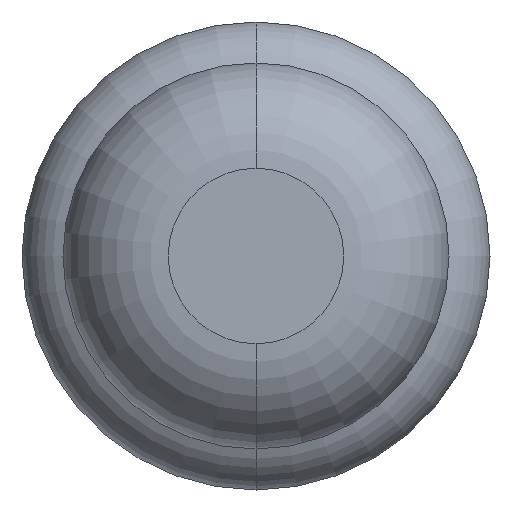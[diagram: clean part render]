
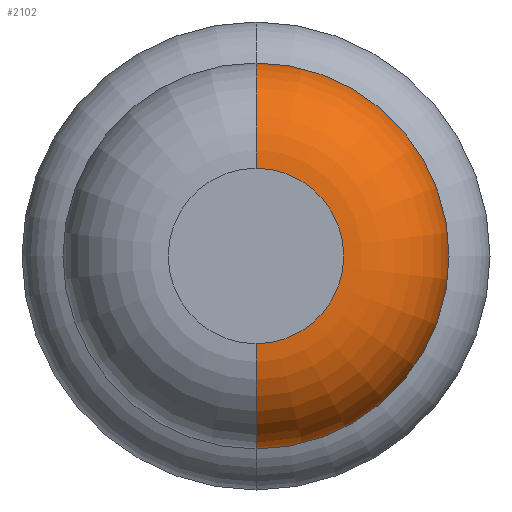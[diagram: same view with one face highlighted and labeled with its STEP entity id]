
A CAD part, front view. The second image highlights one B-rep face of the part: STEP entity #2102.
In plain terms, the highlighted toroidal (fillet/blend) face has major radius 0.375 mm and minor radius 0.45 mm.
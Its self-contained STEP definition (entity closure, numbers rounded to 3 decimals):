
#205 = CARTESIAN_POINT ( 'NONE',  ( 0., -24., 0.375 ) ) ;
#227 = DIRECTION ( 'NONE',  ( 0., 0., -1. ) ) ;
#261 = CARTESIAN_POINT ( 'NONE',  ( 0., -23.55, -0.825 ) ) ;
#297 = AXIS2_PLACEMENT_3D ( 'NONE', #347, #2663, #3299 ) ;
#340 = TOROIDAL_SURFACE ( 'NONE', #459, 0.375, 0.45 ) ;
#347 = CARTESIAN_POINT ( 'NONE',  ( 0., -23.55, 0.375 ) ) ;
#423 = VERTEX_POINT ( 'NONE', #205 ) ;
#459 = AXIS2_PLACEMENT_3D ( 'NONE', #645, #3249, #1322 ) ;
#645 = CARTESIAN_POINT ( 'NONE',  ( 0., -23.55, 0. ) ) ;
#649 = ORIENTED_EDGE ( 'NONE', *, *, #2072, .F. ) ;
#875 = DIRECTION ( 'NONE',  ( 0., 1., 0. ) ) ;
#911 = CIRCLE ( 'NONE', #297, 0.45 ) ;
#934 = EDGE_CURVE ( 'Defeature ausgef�hrt1_2+Defeature ausgef�hrt1_1+Defeature ausgef�hrt1_1+Defeature ausgef�hrt1_1', #423, #4094, #3775, .T. ) ;
#1220 = FACE_OUTER_BOUND ( 'NONE', #2091, .T. ) ;
#1322 = DIRECTION ( 'NONE',  ( 0., 0., 1. ) ) ;
#1530 = CIRCLE ( 'NONE', #3815, 0.825 ) ;
#1552 = CARTESIAN_POINT ( 'NONE',  ( 0., -24., 0. ) ) ;
#1574 = CARTESIAN_POINT ( 'NONE',  ( 0., -24., -0.375 ) ) ;
#1590 = EDGE_CURVE ( 'NONE', #4094, #1972, #2109, .T. ) ;
#1972 = VERTEX_POINT ( 'NONE', #261 ) ;
#2072 = EDGE_CURVE ( 'Defeature ausgef�hrt1_3+Defeature ausgef�hrt1_2+Defeature ausgef�hrt1_2+Defeature ausgef�hrt1_2', #3382, #1972, #1530, .T. ) ;
#2091 = EDGE_LOOP ( 'NONE', ( #3881, #2152, #649, #2951 ) ) ;
#2102 = ADVANCED_FACE ( 'Defeature ausgef�hrt1_2', ( #1220 ), #340, .T. ) ;
#2109 = CIRCLE ( 'NONE', #2757, 0.45 ) ;
#2152 = ORIENTED_EDGE ( 'NONE', *, *, #1590, .T. ) ;
#2198 = EDGE_CURVE ( 'NONE', #423, #3382, #911, .T. ) ;
#2225 = CARTESIAN_POINT ( 'NONE',  ( 0., -23.55, 0.825 ) ) ;
#2648 = DIRECTION ( 'NONE',  ( 0., 0., 1. ) ) ;
#2663 = DIRECTION ( 'NONE',  ( -1., 0., 0. ) ) ;
#2757 = AXIS2_PLACEMENT_3D ( 'NONE', #4121, #3836, #227 ) ;
#2923 = DIRECTION ( 'NONE',  ( 0., 1., 0. ) ) ;
#2951 = ORIENTED_EDGE ( 'NONE', *, *, #2198, .F. ) ;
#3249 = DIRECTION ( 'NONE',  ( 0., 1., 0. ) ) ;
#3261 = CARTESIAN_POINT ( 'NONE',  ( 0., -23.55, 0. ) ) ;
#3299 = DIRECTION ( 'NONE',  ( 0., 0., 1. ) ) ;
#3382 = VERTEX_POINT ( 'NONE', #2225 ) ;
#3775 = CIRCLE ( 'NONE', #3959, 0.375 ) ;
#3815 = AXIS2_PLACEMENT_3D ( 'NONE', #3261, #2923, #2648 ) ;
#3836 = DIRECTION ( 'NONE',  ( 1., 0., 0. ) ) ;
#3881 = ORIENTED_EDGE ( 'NONE', *, *, #934, .T. ) ;
#3959 = AXIS2_PLACEMENT_3D ( 'NONE', #1552, #875, #4159 ) ;
#4094 = VERTEX_POINT ( 'NONE', #1574 ) ;
#4121 = CARTESIAN_POINT ( 'NONE',  ( 0., -23.55, -0.375 ) ) ;
#4159 = DIRECTION ( 'NONE',  ( 0., 0., 1. ) ) ;
